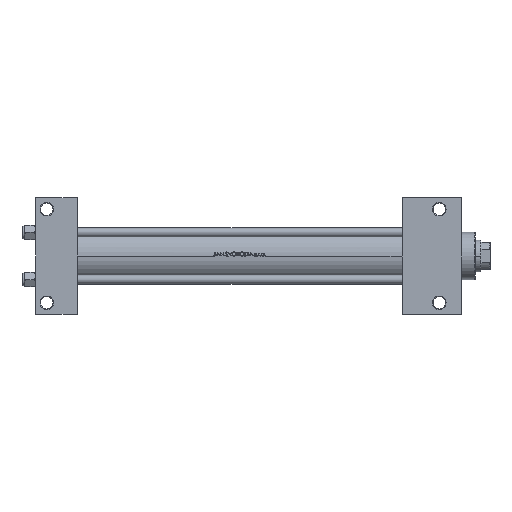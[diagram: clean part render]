
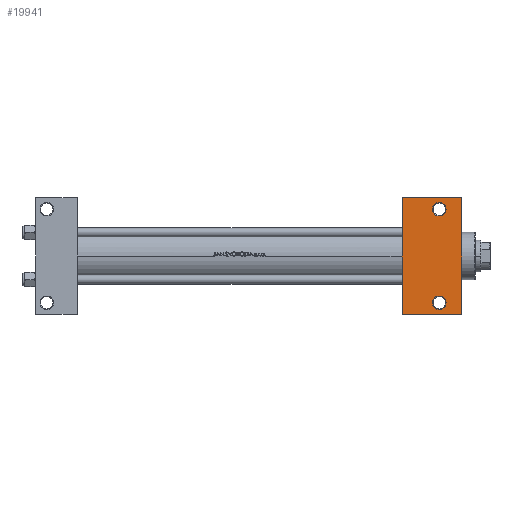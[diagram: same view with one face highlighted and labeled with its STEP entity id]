
A CAD part, front view. The second image highlights one B-rep face of the part: STEP entity #19941.
In plain terms, the highlighted face is planar.
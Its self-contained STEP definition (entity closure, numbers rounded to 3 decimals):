
#2024 = DIRECTION ( 'NONE',  ( 0., 0., 1. ) ) ;
#2224 = LINE ( 'NONE', #42652, #39334 ) ;
#2591 = CARTESIAN_POINT ( 'NONE',  ( 325., -51.5, -30. ) ) ;
#3222 = CARTESIAN_POINT ( 'NONE',  ( 325., 51.5, -30. ) ) ;
#3686 = DIRECTION ( 'NONE',  ( 0., 0., 1. ) ) ;
#4708 = CARTESIAN_POINT ( 'NONE',  ( 325., 51.5, -30. ) ) ;
#5922 = VERTEX_POINT ( 'NONE', #23104 ) ;
#5982 = ORIENTED_EDGE ( 'NONE', *, *, #40174, .T. ) ;
#6128 = VECTOR ( 'NONE', #24268, 1000. ) ;
#6612 = CARTESIAN_POINT ( 'NONE',  ( 358., -41.5, -30. ) ) ;
#7758 = DIRECTION ( 'NONE',  ( 0., 1., 0. ) ) ;
#8931 = AXIS2_PLACEMENT_3D ( 'NONE', #27535, #2024, #45816 ) ;
#9983 = EDGE_LOOP ( 'NONE', ( #12594, #36511 ) ) ;
#10795 = ORIENTED_EDGE ( 'NONE', *, *, #36106, .T. ) ;
#11762 = EDGE_CURVE ( 'NONE', #25294, #16501, #13506, .T. ) ;
#11893 = DIRECTION ( 'NONE',  ( 0., 0., 1. ) ) ;
#12122 = CARTESIAN_POINT ( 'NONE',  ( 358., -41.5, -30. ) ) ;
#12594 = ORIENTED_EDGE ( 'NONE', *, *, #46077, .T. ) ;
#12628 = DIRECTION ( 'NONE',  ( 1., 0., 0. ) ) ;
#13506 = CIRCLE ( 'NONE', #8931, 6. ) ;
#13942 = CIRCLE ( 'NONE', #40864, 6. ) ;
#14878 = ORIENTED_EDGE ( 'NONE', *, *, #21878, .T. ) ;
#15060 = DIRECTION ( 'NONE',  ( 0., 1., 0. ) ) ;
#15250 = DIRECTION ( 'NONE',  ( 0., 1., 0. ) ) ;
#15546 = CARTESIAN_POINT ( 'NONE',  ( 378., 30., -30. ) ) ;
#16501 = VERTEX_POINT ( 'NONE', #46413 ) ;
#16662 = DIRECTION ( 'NONE',  ( 0., -1., 0. ) ) ;
#16817 = VERTEX_POINT ( 'NONE', #3222 ) ;
#16940 = CARTESIAN_POINT ( 'NONE',  ( 352., 41.5, -30. ) ) ;
#17786 = CARTESIAN_POINT ( 'NONE',  ( 352., -41.5, -30. ) ) ;
#18911 = PLANE ( 'NONE',  #31428 ) ;
#19941 = ADVANCED_FACE ( 'NONE', ( #44197, #29526, #43955 ), #18911, .T. ) ;
#21878 = EDGE_CURVE ( 'NONE', #26848, #33068, #32182, .T. ) ;
#22206 = CARTESIAN_POINT ( 'NONE',  ( 358., 41.5, -30. ) ) ;
#22816 = EDGE_CURVE ( 'NONE', #16501, #25294, #25421, .T. ) ;
#23104 = CARTESIAN_POINT ( 'NONE',  ( 364., -41.5, -30. ) ) ;
#24268 = DIRECTION ( 'NONE',  ( 0., -1., 0. ) ) ;
#25153 = DIRECTION ( 'NONE',  ( 0., 1., 0. ) ) ;
#25294 = VERTEX_POINT ( 'NONE', #16940 ) ;
#25421 = CIRCLE ( 'NONE', #29229, 6. ) ;
#26848 = VERTEX_POINT ( 'NONE', #41356 ) ;
#27535 = CARTESIAN_POINT ( 'NONE',  ( 358., 41.5, -30. ) ) ;
#27864 = DIRECTION ( 'NONE',  ( -1., 0., 0. ) ) ;
#28837 = VERTEX_POINT ( 'NONE', #17786 ) ;
#29229 = AXIS2_PLACEMENT_3D ( 'NONE', #22206, #3686, #7758 ) ;
#29526 = FACE_BOUND ( 'NONE', #9983, .T. ) ;
#29566 = CARTESIAN_POINT ( 'NONE',  ( 378., -51.5, -30. ) ) ;
#29643 = EDGE_CURVE ( 'NONE', #5922, #28837, #13942, .T. ) ;
#31428 = AXIS2_PLACEMENT_3D ( 'NONE', #15546, #44669, #15060 ) ;
#31473 = EDGE_CURVE ( 'NONE', #16817, #33535, #2224, .T. ) ;
#31713 = LINE ( 'NONE', #2591, #43367 ) ;
#31780 = CIRCLE ( 'NONE', #45624, 6. ) ;
#32182 = LINE ( 'NONE', #46862, #6128 ) ;
#33068 = VERTEX_POINT ( 'NONE', #29566 ) ;
#33487 = ORIENTED_EDGE ( 'NONE', *, *, #22816, .T. ) ;
#33535 = VERTEX_POINT ( 'NONE', #41165 ) ;
#34583 = EDGE_LOOP ( 'NONE', ( #47077, #33487 ) ) ;
#36106 = EDGE_CURVE ( 'NONE', #16817, #26848, #37656, .T. ) ;
#36511 = ORIENTED_EDGE ( 'NONE', *, *, #29643, .T. ) ;
#37656 = LINE ( 'NONE', #4708, #37974 ) ;
#37974 = VECTOR ( 'NONE', #12628, 1000. ) ;
#39334 = VECTOR ( 'NONE', #16662, 1000. ) ;
#40174 = EDGE_CURVE ( 'NONE', #33068, #33535, #31713, .T. ) ;
#40864 = AXIS2_PLACEMENT_3D ( 'NONE', #6612, #43442, #25153 ) ;
#41139 = EDGE_LOOP ( 'NONE', ( #44865, #10795, #14878, #5982 ) ) ;
#41165 = CARTESIAN_POINT ( 'NONE',  ( 325., -51.5, -30. ) ) ;
#41356 = CARTESIAN_POINT ( 'NONE',  ( 378., 51.5, -30. ) ) ;
#42652 = CARTESIAN_POINT ( 'NONE',  ( 325., 30., -30. ) ) ;
#43367 = VECTOR ( 'NONE', #27864, 1000. ) ;
#43442 = DIRECTION ( 'NONE',  ( 0., 0., 1. ) ) ;
#43955 = FACE_OUTER_BOUND ( 'NONE', #41139, .T. ) ;
#44197 = FACE_BOUND ( 'NONE', #34583, .T. ) ;
#44669 = DIRECTION ( 'NONE',  ( 0., 0., -1. ) ) ;
#44865 = ORIENTED_EDGE ( 'NONE', *, *, #31473, .F. ) ;
#45624 = AXIS2_PLACEMENT_3D ( 'NONE', #12122, #11893, #15250 ) ;
#45816 = DIRECTION ( 'NONE',  ( 0., 1., 0. ) ) ;
#46077 = EDGE_CURVE ( 'NONE', #28837, #5922, #31780, .T. ) ;
#46413 = CARTESIAN_POINT ( 'NONE',  ( 364., 41.5, -30. ) ) ;
#46862 = CARTESIAN_POINT ( 'NONE',  ( 378., 30., -30. ) ) ;
#47077 = ORIENTED_EDGE ( 'NONE', *, *, #11762, .T. ) ;
